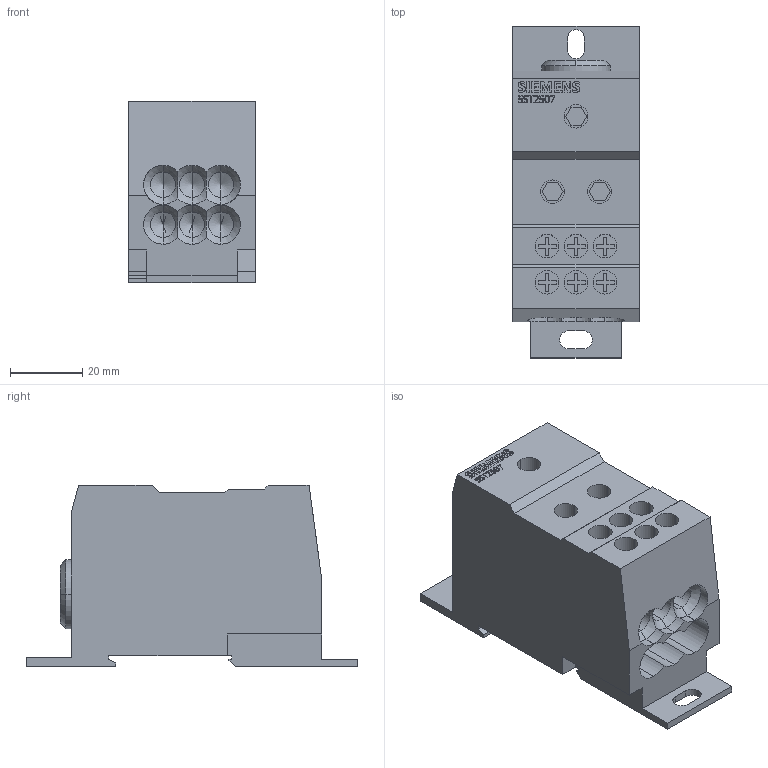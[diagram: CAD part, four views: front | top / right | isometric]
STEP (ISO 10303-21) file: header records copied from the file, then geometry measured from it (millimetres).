
FILE_DESCRIPTION(('STEP AP214'),'1');
FILE_NAME('cctmp_BE1C0FF3-1738-4C0C-BC8D-A3A954EC2A13_2023_07_22_08_35_26_0442..stp','2023-07-22T06:35:26',('SIEMENS A&D'),('CADClick - www.CADClick.com'),'Spatial InterOp 3D postprocessed',' ','unknown authorization');
FILE_SCHEMA(('AUTOMOTIVE_DESIGN'));
Length unit declared in the file: millimetre
Products named in the file (1): 2023_07_22_08_35_26_0430
Bounding box: 35 x 91.6 x 50 mm (x, y, z)
Volume: 98467.8 mm3; surface area: 23598.4 mm2
Topology: 1 solids, 1 shells, 367 faces, 956 edges, 616 vertices
Faces by surface type: plane 252, cylinder 62, cone 28, extrusion 25
Entity records: 12970 total; most frequent: CARTESIAN_POINT 3231, ORIENTED_EDGE 1888, DIRECTION 1554, EDGE_CURVE 944, VERTEX_POINT 616, VECTOR 602, LINE 577, AXIS2_PLACEMENT_3D 476
